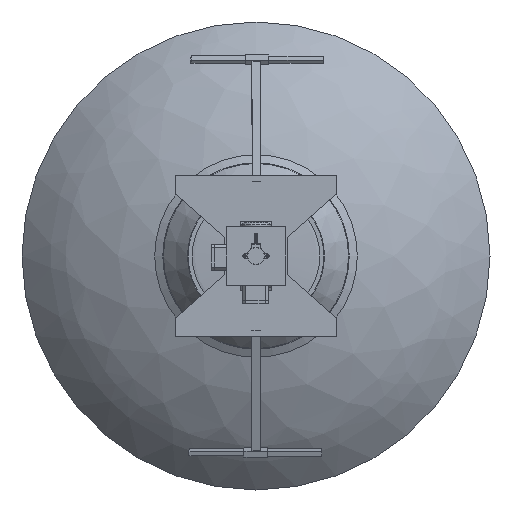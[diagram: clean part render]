
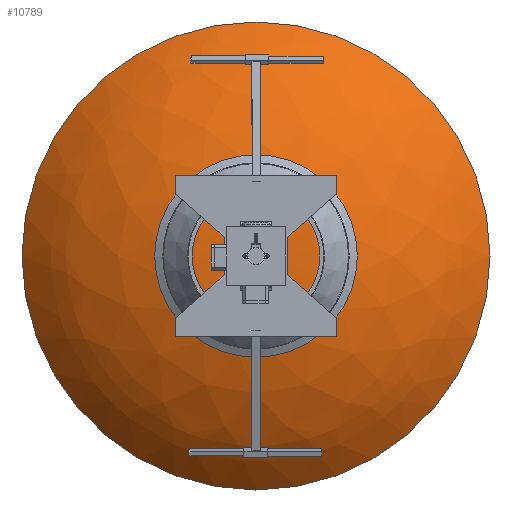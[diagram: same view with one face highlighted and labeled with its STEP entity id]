
A CAD part, front view. The second image highlights one B-rep face of the part: STEP entity #10789.
In plain terms, the highlighted free-form (B-spline) face has degree [2, 2] with [3, 9] control points.
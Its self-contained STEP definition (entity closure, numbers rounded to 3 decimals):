
#51=(
BOUNDED_SURFACE()
B_SPLINE_SURFACE(2,2,((#20806,#20807,#20808,#20809,#20810,#20811,#20812,
#20813,#20814),(#20815,#20816,#20817,#20818,#20819,#20820,#20821,#20822,
#20823),(#20824,#20825,#20826,#20827,#20828,#20829,#20830,#20831,#20832)),
 .UNSPECIFIED.,.F.,.T.,.F.)
B_SPLINE_SURFACE_WITH_KNOTS((3,3),(3,2,2,2,3),(0.745,1.571),
(-3.142,-1.571,0.,1.571,3.142),
 .UNSPECIFIED.)
GEOMETRIC_REPRESENTATION_ITEM()
RATIONAL_B_SPLINE_SURFACE(((1.,0.707,1.,0.707,1.,
0.707,1.,0.707,1.),(0.916,0.648,
0.916,0.648,0.916,0.648,0.916,
0.648,0.916),(1.,0.707,1.,0.707,
1.,0.707,1.,0.707,1.)))
REPRESENTATION_ITEM('')
SURFACE()
);
#852=CIRCLE('',#11621,36.);
#853=CIRCLE('',#11622,36.);
#856=CIRCLE('',#11625,36.);
#860=CIRCLE('',#11630,375.813);
#861=CIRCLE('',#11631,375.813);
#862=CIRCLE('',#11632,462.475);
#1326=FACE_OUTER_BOUND('',#1939,.T.);
#1939=EDGE_LOOP('',(#9131,#9132,#9133,#9134,#9135,#9136,#9137));
#4949=VERTEX_POINT('',#20758);
#4950=VERTEX_POINT('',#20759);
#4951=VERTEX_POINT('',#20761);
#4956=VERTEX_POINT('',#20802);
#4957=VERTEX_POINT('',#20803);
#6387=EDGE_CURVE('',#4949,#4950,#852,.T.);
#6388=EDGE_CURVE('',#4950,#4951,#853,.T.);
#6392=EDGE_CURVE('',#4951,#4949,#856,.T.);
#6396=EDGE_CURVE('',#4956,#4957,#860,.T.);
#6397=EDGE_CURVE('',#4957,#4956,#861,.T.);
#6398=EDGE_CURVE('',#4950,#4957,#862,.T.);
#9131=ORIENTED_EDGE('',*,*,#6387,.F.);
#9132=ORIENTED_EDGE('',*,*,#6392,.F.);
#9133=ORIENTED_EDGE('',*,*,#6388,.F.);
#9134=ORIENTED_EDGE('',*,*,#6398,.T.);
#9135=ORIENTED_EDGE('',*,*,#6397,.T.);
#9136=ORIENTED_EDGE('',*,*,#6396,.T.);
#9137=ORIENTED_EDGE('',*,*,#6398,.F.);
#10789=ADVANCED_FACE('',(#1326),#51,.F.);
#11621=AXIS2_PLACEMENT_3D('',#20760,#13746,#13747);
#11622=AXIS2_PLACEMENT_3D('',#20762,#13748,#13749);
#11625=AXIS2_PLACEMENT_3D('',#20768,#13755,#13756);
#11630=AXIS2_PLACEMENT_3D('',#20804,#13765,#13766);
#11631=AXIS2_PLACEMENT_3D('',#20805,#13767,#13768);
#11632=AXIS2_PLACEMENT_3D('',#20833,#13769,#13770);
#13746=DIRECTION('center_axis',(0.,-1.,0.));
#13747=DIRECTION('ref_axis',(1.,0.,0.));
#13748=DIRECTION('center_axis',(0.,-1.,0.));
#13749=DIRECTION('ref_axis',(1.,0.,0.));
#13755=DIRECTION('center_axis',(0.,-1.,0.));
#13756=DIRECTION('ref_axis',(1.,0.,0.));
#13765=DIRECTION('center_axis',(0.,-1.,0.));
#13766=DIRECTION('ref_axis',(1.,0.,0.));
#13767=DIRECTION('center_axis',(0.,-1.,0.));
#13768=DIRECTION('ref_axis',(1.,0.,0.));
#13769=DIRECTION('center_axis',(-1.,0.,0.));
#13770=DIRECTION('ref_axis',(0.,0.,1.));
#20758=CARTESIAN_POINT('',(36.,-5.,0.));
#20759=CARTESIAN_POINT('',(0.,-5.,36.));
#20760=CARTESIAN_POINT('Origin',(0.,-5.,0.));
#20761=CARTESIAN_POINT('',(-36.,-5.,0.));
#20762=CARTESIAN_POINT('Origin',(0.,-5.,0.));
#20768=CARTESIAN_POINT('Origin',(0.,-5.,0.));
#20802=CARTESIAN_POINT('',(375.813,143.771,0.));
#20803=CARTESIAN_POINT('',(0.,143.771,375.813));
#20804=CARTESIAN_POINT('Origin',(0.,143.771,0.));
#20805=CARTESIAN_POINT('Origin',(0.,143.771,0.));
#20806=CARTESIAN_POINT('Ctrl Pts',(0.,143.771,375.813));
#20807=CARTESIAN_POINT('Ctrl Pts',(-375.813,143.771,375.813));
#20808=CARTESIAN_POINT('Ctrl Pts',(-375.813,143.771,0.));
#20809=CARTESIAN_POINT('Ctrl Pts',(-375.813,143.771,-375.813));
#20810=CARTESIAN_POINT('Ctrl Pts',(0.,143.771,-375.813));
#20811=CARTESIAN_POINT('Ctrl Pts',(375.813,143.771,-375.813));
#20812=CARTESIAN_POINT('Ctrl Pts',(375.813,143.771,0.));
#20813=CARTESIAN_POINT('Ctrl Pts',(375.813,143.771,375.813));
#20814=CARTESIAN_POINT('Ctrl Pts',(0.,143.771,375.813));
#20815=CARTESIAN_POINT('Ctrl Pts',(0.,-5.,238.472));
#20816=CARTESIAN_POINT('Ctrl Pts',(-238.472,-5.,238.472));
#20817=CARTESIAN_POINT('Ctrl Pts',(-238.472,-5.,0.));
#20818=CARTESIAN_POINT('Ctrl Pts',(-238.472,-5.,-238.472));
#20819=CARTESIAN_POINT('Ctrl Pts',(0.,-5.,-238.472));
#20820=CARTESIAN_POINT('Ctrl Pts',(238.472,-5.,-238.472));
#20821=CARTESIAN_POINT('Ctrl Pts',(238.472,-5.,0.));
#20822=CARTESIAN_POINT('Ctrl Pts',(238.472,-5.,238.472));
#20823=CARTESIAN_POINT('Ctrl Pts',(0.,-5.,238.472));
#20824=CARTESIAN_POINT('Ctrl Pts',(0.,-5.,36.));
#20825=CARTESIAN_POINT('Ctrl Pts',(-36.,-5.,36.));
#20826=CARTESIAN_POINT('Ctrl Pts',(-36.,-5.,0.));
#20827=CARTESIAN_POINT('Ctrl Pts',(-36.,-5.,-36.));
#20828=CARTESIAN_POINT('Ctrl Pts',(0.,-5.,-36.));
#20829=CARTESIAN_POINT('Ctrl Pts',(36.,-5.,-36.));
#20830=CARTESIAN_POINT('Ctrl Pts',(36.,-5.,0.));
#20831=CARTESIAN_POINT('Ctrl Pts',(36.,-5.,36.));
#20832=CARTESIAN_POINT('Ctrl Pts',(0.,-5.,36.));
#20833=CARTESIAN_POINT('Origin',(0.,457.475,
36.));
